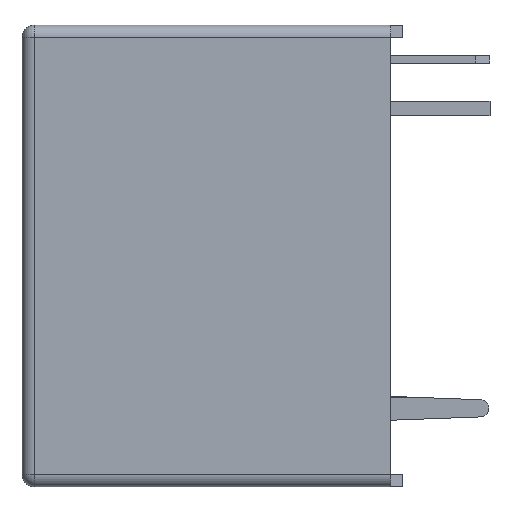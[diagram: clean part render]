
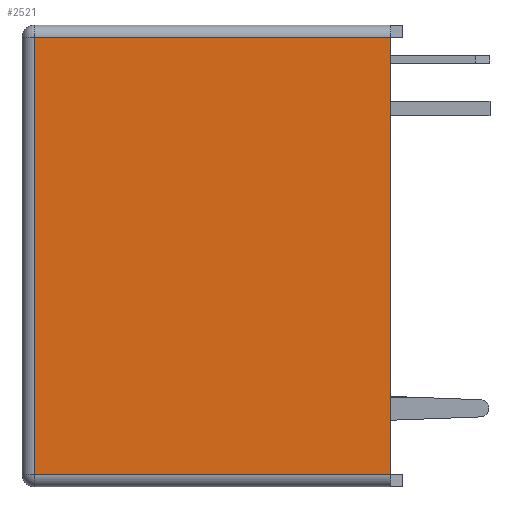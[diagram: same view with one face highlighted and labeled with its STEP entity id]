
A CAD part, left-side view. The second image highlights one B-rep face of the part: STEP entity #2521.
In plain terms, the highlighted planar face has unit normal (-1, 0, 0).
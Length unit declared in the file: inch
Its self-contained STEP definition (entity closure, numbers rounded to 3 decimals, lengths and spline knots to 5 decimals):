
#31 = CARTESIAN_POINT ( 'NONE',  ( -0.03134, 0.35915, -0.32677 ) ) ;
#594 = FACE_OUTER_BOUND ( 'NONE', #8443, .T. ) ;
#731 = CARTESIAN_POINT ( 'NONE',  ( -0.03134, 0.93001, 0.37402 ) ) ;
#756 = DIRECTION ( 'NONE',  ( 0., 0., 1. ) ) ;
#1050 = VERTEX_POINT ( 'NONE', #1792 ) ;
#1792 = CARTESIAN_POINT ( 'NONE',  ( -0.03134, 0.93001, -0.32677 ) ) ;
#1950 = EDGE_CURVE ( 'NONE', #10933, #14142, #16375, .T. ) ;
#2072 = ORIENTED_EDGE ( 'NONE', *, *, #7709, .T. ) ;
#2268 = EDGE_CURVE ( 'NONE', #14142, #1050, #10105, .T. ) ;
#2521 = ADVANCED_FACE ( 'NONE', ( #594 ), #5638, .T. ) ;
#3098 = VECTOR ( 'NONE', #7511, 39.37008 ) ;
#3480 = DIRECTION ( 'NONE',  ( -1., 0., 0. ) ) ;
#4162 = ORIENTED_EDGE ( 'NONE', *, *, #13865, .T. ) ;
#4677 = DIRECTION ( 'NONE',  ( 0., -1., 0. ) ) ;
#4991 = CARTESIAN_POINT ( 'NONE',  ( -0.03134, 0.93001, 0.02362 ) ) ;
#5583 = ORIENTED_EDGE ( 'NONE', *, *, #2268, .T. ) ;
#5638 = PLANE ( 'NONE',  #11563 ) ;
#6097 = CARTESIAN_POINT ( 'NONE',  ( -0.03134, 0.9497, 0.37402 ) ) ;
#6684 = VERTEX_POINT ( 'NONE', #31 ) ;
#7491 = CARTESIAN_POINT ( 'NONE',  ( -0.03134, 0.9497, -0.32677 ) ) ;
#7511 = DIRECTION ( 'NONE',  ( 0., 1., 0. ) ) ;
#7709 = EDGE_CURVE ( 'NONE', #1050, #6684, #13462, .T. ) ;
#8236 = VECTOR ( 'NONE', #4677, 39.37008 ) ;
#8443 = EDGE_LOOP ( 'NONE', ( #4162, #12397, #5583, #2072 ) ) ;
#8876 = DIRECTION ( 'NONE',  ( 0., 0., -1. ) ) ;
#9190 = VECTOR ( 'NONE', #8876, 39.37008 ) ;
#9689 = DIRECTION ( 'NONE',  ( 0., 0., -1. ) ) ;
#10105 = LINE ( 'NONE', #4991, #9190 ) ;
#10686 = CARTESIAN_POINT ( 'NONE',  ( -0.03134, 0.9497, 0.02362 ) ) ;
#10763 = LINE ( 'NONE', #12006, #13825 ) ;
#10933 = VERTEX_POINT ( 'NONE', #13851 ) ;
#11563 = AXIS2_PLACEMENT_3D ( 'NONE', #10686, #3480, #9689 ) ;
#12006 = CARTESIAN_POINT ( 'NONE',  ( -0.03134, 0.35915, 0.02362 ) ) ;
#12397 = ORIENTED_EDGE ( 'NONE', *, *, #1950, .T. ) ;
#13462 = LINE ( 'NONE', #7491, #8236 ) ;
#13825 = VECTOR ( 'NONE', #756, 39.37008 ) ;
#13851 = CARTESIAN_POINT ( 'NONE',  ( -0.03134, 0.35915, 0.37402 ) ) ;
#13865 = EDGE_CURVE ( 'NONE', #6684, #10933, #10763, .T. ) ;
#14142 = VERTEX_POINT ( 'NONE', #731 ) ;
#16375 = LINE ( 'NONE', #6097, #3098 ) ;
